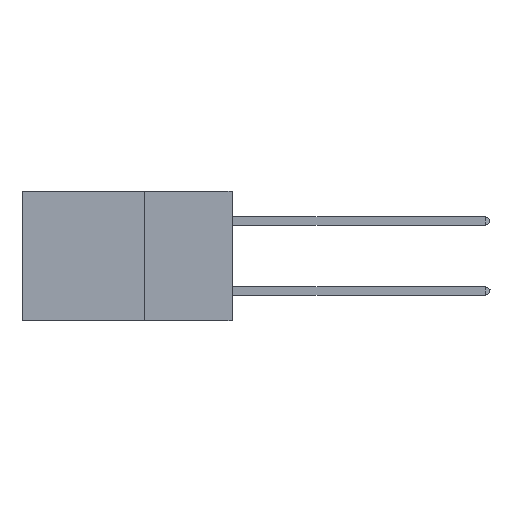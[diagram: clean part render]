
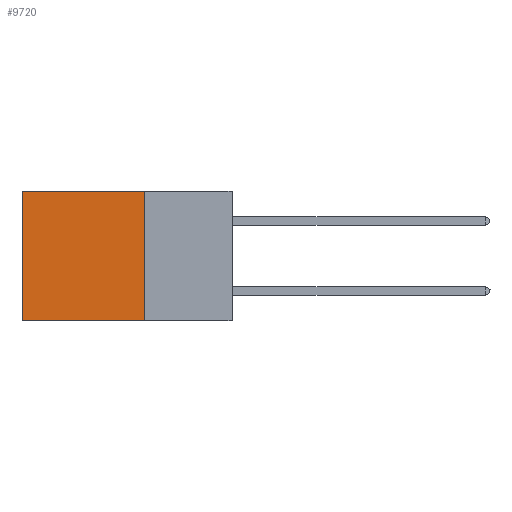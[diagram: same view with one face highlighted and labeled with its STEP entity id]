
A CAD part, left-side view. The second image highlights one B-rep face of the part: STEP entity #9720.
In plain terms, the highlighted planar face has unit normal (-1, 0, 0).
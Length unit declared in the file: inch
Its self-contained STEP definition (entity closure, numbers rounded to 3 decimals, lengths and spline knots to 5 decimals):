
#873 = CARTESIAN_POINT ( 'NONE',  ( 0.2875, 0.6, -0.37 ) ) ;
#1045 = CARTESIAN_POINT ( 'NONE',  ( 0.2875, 0.25, -0.37 ) ) ;
#1219 = VERTEX_POINT ( 'NONE', #1045 ) ;
#1318 = EDGE_CURVE ( 'NONE', #5302, #1219, #16514, .T. ) ;
#1545 = DIRECTION ( 'NONE',  ( 0., 1., 0. ) ) ;
#2867 = DIRECTION ( 'NONE',  ( 0., 0., -1. ) ) ;
#2880 = CARTESIAN_POINT ( 'NONE',  ( 0.2875, 0.25, 0. ) ) ;
#3252 = CARTESIAN_POINT ( 'NONE',  ( 0.2875, 0.25, 0. ) ) ;
#3580 = FACE_OUTER_BOUND ( 'NONE', #16119, .T. ) ;
#3704 = VECTOR ( 'NONE', #12566, 39.37008 ) ;
#4110 = CARTESIAN_POINT ( 'NONE',  ( 0.2875, 0.6, 0. ) ) ;
#4133 = CARTESIAN_POINT ( 'NONE',  ( 0.2875, 0.25, 0. ) ) ;
#4657 = LINE ( 'NONE', #2880, #15299 ) ;
#4925 = DIRECTION ( 'NONE',  ( 0., 1., 0. ) ) ;
#5302 = VERTEX_POINT ( 'NONE', #4133 ) ;
#5632 = ORIENTED_EDGE ( 'NONE', *, *, #14445, .T. ) ;
#5754 = CARTESIAN_POINT ( 'NONE',  ( 0.2875, 0.25, 0. ) ) ;
#5851 = CARTESIAN_POINT ( 'NONE',  ( 0.2875, 0.6, 0. ) ) ;
#7309 = DIRECTION ( 'NONE',  ( 0., 0., -1. ) ) ;
#8423 = ORIENTED_EDGE ( 'NONE', *, *, #12236, .F. ) ;
#8647 = VECTOR ( 'NONE', #4925, 39.37008 ) ;
#8811 = PLANE ( 'NONE',  #17818 ) ;
#9720 = ADVANCED_FACE ( 'NONE', ( #3580 ), #8811, .F. ) ;
#12236 = EDGE_CURVE ( 'NONE', #1219, #14065, #17324, .T. ) ;
#12566 = DIRECTION ( 'NONE',  ( 0., 0., -1. ) ) ;
#12617 = VECTOR ( 'NONE', #2867, 39.37008 ) ;
#12764 = DIRECTION ( 'NONE',  ( 1., 0., 0. ) ) ;
#13180 = ORIENTED_EDGE ( 'NONE', *, *, #16074, .T. ) ;
#13359 = ORIENTED_EDGE ( 'NONE', *, *, #1318, .F. ) ;
#14065 = VERTEX_POINT ( 'NONE', #873 ) ;
#14445 = EDGE_CURVE ( 'NONE', #5302, #15403, #4657, .T. ) ;
#15002 = LINE ( 'NONE', #4110, #12617 ) ;
#15299 = VECTOR ( 'NONE', #1545, 39.37008 ) ;
#15403 = VERTEX_POINT ( 'NONE', #5851 ) ;
#16074 = EDGE_CURVE ( 'NONE', #15403, #14065, #15002, .T. ) ;
#16119 = EDGE_LOOP ( 'NONE', ( #13180, #8423, #13359, #5632 ) ) ;
#16514 = LINE ( 'NONE', #5754, #3704 ) ;
#17324 = LINE ( 'NONE', #17353, #8647 ) ;
#17353 = CARTESIAN_POINT ( 'NONE',  ( 0.2875, 0.25, -0.37 ) ) ;
#17818 = AXIS2_PLACEMENT_3D ( 'NONE', #3252, #12764, #7309 ) ;
